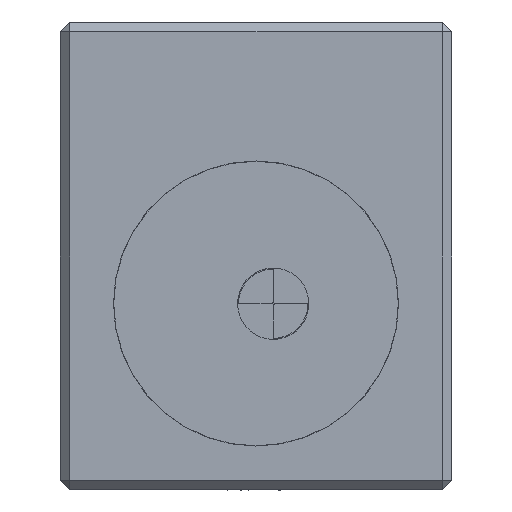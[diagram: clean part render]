
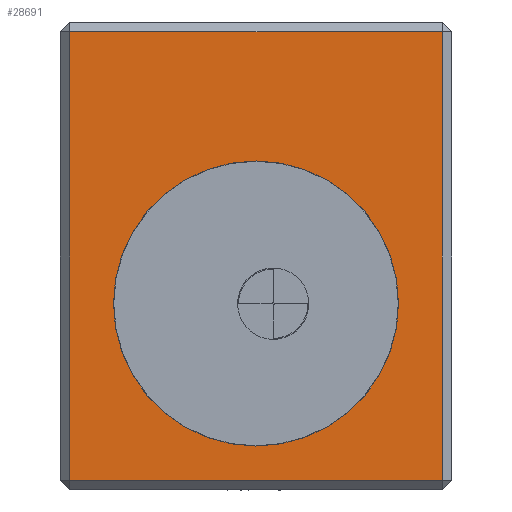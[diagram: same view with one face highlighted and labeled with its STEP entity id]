
A CAD part, left-side view. The second image highlights one B-rep face of the part: STEP entity #28691.
In plain terms, the highlighted planar face has unit normal (-1, 0, 0).
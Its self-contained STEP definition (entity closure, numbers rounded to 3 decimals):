
#1457 = DIRECTION ( 'NONE',  ( 0., 1., 0. ) ) ;
#1742 = AXIS2_PLACEMENT_3D ( 'NONE', #8293, #24600, #10618 ) ;
#1821 = VERTEX_POINT ( 'NONE', #22211 ) ;
#3001 = EDGE_CURVE ( 'NONE', #24307, #18688, #6590, .T. ) ;
#3200 = CARTESIAN_POINT ( 'NONE',  ( -12.509, 10.477, 12.509 ) ) ;
#3402 = VECTOR ( 'NONE', #11081, 1000. ) ;
#4707 = EDGE_CURVE ( 'NONE', #18688, #18993, #28250, .T. ) ;
#5247 = CARTESIAN_POINT ( 'NONE',  ( -12.509, 0., -10.16 ) ) ;
#5369 = DIRECTION ( 'NONE',  ( 0., 0., -1. ) ) ;
#5505 = AXIS2_PLACEMENT_3D ( 'NONE', #12088, #28454, #14481 ) ;
#5525 = DIRECTION ( 'NONE',  ( 0., 0., -1. ) ) ;
#5591 = EDGE_LOOP ( 'NONE', ( #24398, #25122 ) ) ;
#5706 = CARTESIAN_POINT ( 'NONE',  ( -12.509, 9.969, 12.509 ) ) ;
#6590 = LINE ( 'NONE', #5706, #6823 ) ;
#6823 = VECTOR ( 'NONE', #5369, 1000. ) ;
#7705 = VECTOR ( 'NONE', #1457, 1000. ) ;
#8293 = CARTESIAN_POINT ( 'NONE',  ( -12.509, 0., -2.54 ) ) ;
#8997 = VECTOR ( 'NONE', #18037, 1000. ) ;
#9230 = ORIENTED_EDGE ( 'NONE', *, *, #14574, .T. ) ;
#9475 = EDGE_CURVE ( 'NONE', #18993, #26785, #27586, .T. ) ;
#9635 = AXIS2_PLACEMENT_3D ( 'NONE', #3200, #19554, #5525 ) ;
#9818 = VERTEX_POINT ( 'NONE', #5247 ) ;
#10618 = DIRECTION ( 'NONE',  ( 0., 0., 1. ) ) ;
#11081 = DIRECTION ( 'NONE',  ( 0., -1., 0. ) ) ;
#11109 = CARTESIAN_POINT ( 'NONE',  ( -12.509, 10.477, -12.001 ) ) ;
#12088 = CARTESIAN_POINT ( 'NONE',  ( -12.509, 0., -2.54 ) ) ;
#12281 = FACE_OUTER_BOUND ( 'NONE', #21152, .T. ) ;
#14340 = ORIENTED_EDGE ( 'NONE', *, *, #4707, .T. ) ;
#14481 = DIRECTION ( 'NONE',  ( 0., 0., 1. ) ) ;
#14574 = EDGE_CURVE ( 'NONE', #26785, #24307, #27763, .T. ) ;
#14786 = CARTESIAN_POINT ( 'NONE',  ( -12.509, -9.969, 12.001 ) ) ;
#18037 = DIRECTION ( 'NONE',  ( 0., 0., 1. ) ) ;
#18346 = EDGE_CURVE ( 'NONE', #9818, #1821, #20079, .T. ) ;
#18499 = FACE_BOUND ( 'NONE', #5591, .T. ) ;
#18688 = VERTEX_POINT ( 'NONE', #22608 ) ;
#18993 = VERTEX_POINT ( 'NONE', #27806 ) ;
#19554 = DIRECTION ( 'NONE',  ( 1., 0., 0. ) ) ;
#20079 = CIRCLE ( 'NONE', #5505, 7.62 ) ;
#20105 = CARTESIAN_POINT ( 'NONE',  ( -12.509, 10.477, 12.001 ) ) ;
#21152 = EDGE_LOOP ( 'NONE', ( #22159, #14340, #22778, #9230 ) ) ;
#22159 = ORIENTED_EDGE ( 'NONE', *, *, #3001, .T. ) ;
#22211 = CARTESIAN_POINT ( 'NONE',  ( -12.509, 0., 5.08 ) ) ;
#22608 = CARTESIAN_POINT ( 'NONE',  ( -12.509, 9.969, -12.001 ) ) ;
#22778 = ORIENTED_EDGE ( 'NONE', *, *, #9475, .T. ) ;
#24127 = PLANE ( 'NONE',  #9635 ) ;
#24257 = CARTESIAN_POINT ( 'NONE',  ( -12.509, 9.969, 12.001 ) ) ;
#24307 = VERTEX_POINT ( 'NONE', #24257 ) ;
#24398 = ORIENTED_EDGE ( 'NONE', *, *, #26191, .F. ) ;
#24600 = DIRECTION ( 'NONE',  ( -1., 0., 0. ) ) ;
#24675 = CIRCLE ( 'NONE', #1742, 7.62 ) ;
#25122 = ORIENTED_EDGE ( 'NONE', *, *, #18346, .F. ) ;
#26191 = EDGE_CURVE ( 'NONE', #1821, #9818, #24675, .T. ) ;
#26785 = VERTEX_POINT ( 'NONE', #14786 ) ;
#27586 = LINE ( 'NONE', #29643, #8997 ) ;
#27763 = LINE ( 'NONE', #20105, #7705 ) ;
#27806 = CARTESIAN_POINT ( 'NONE',  ( -12.509, -9.969, -12.001 ) ) ;
#28250 = LINE ( 'NONE', #11109, #3402 ) ;
#28454 = DIRECTION ( 'NONE',  ( -1., 0., 0. ) ) ;
#28691 = ADVANCED_FACE ( 'NONE', ( #12281, #18499 ), #24127, .F. ) ;
#29643 = CARTESIAN_POINT ( 'NONE',  ( -12.509, -9.969, 12.509 ) ) ;
